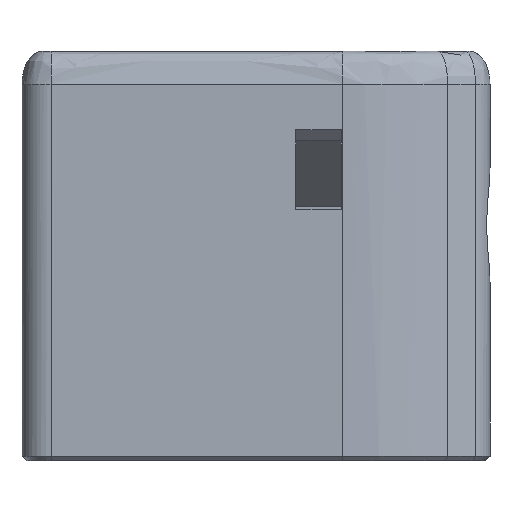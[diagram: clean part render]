
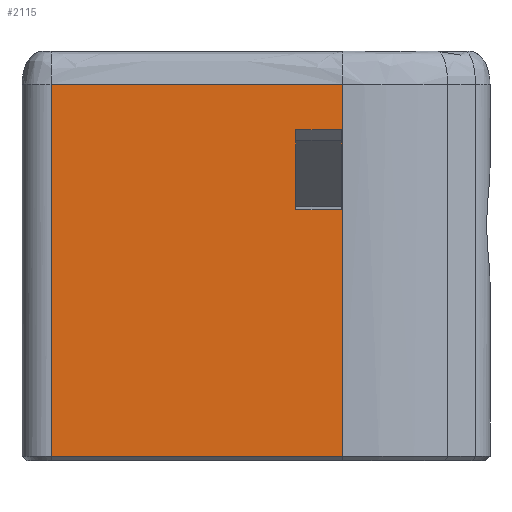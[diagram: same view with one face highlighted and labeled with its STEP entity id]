
A CAD part, left-side view. The second image highlights one B-rep face of the part: STEP entity #2115.
In plain terms, the highlighted planar face has unit normal (-1, 0, 0).
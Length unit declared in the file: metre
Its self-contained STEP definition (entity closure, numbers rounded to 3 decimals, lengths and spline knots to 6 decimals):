
#81=LINE('',#3263,#262);
#82=LINE('',#3271,#263);
#83=LINE('',#3273,#264);
#84=LINE('',#3274,#265);
#85=LINE('',#3277,#266);
#86=LINE('',#3279,#267);
#87=LINE('',#3281,#268);
#262=VECTOR('',#2554,1.);
#263=VECTOR('',#2555,1.);
#264=VECTOR('',#2556,1.);
#265=VECTOR('',#2557,1.);
#266=VECTOR('',#2558,1.);
#267=VECTOR('',#2559,1.);
#268=VECTOR('',#2560,1.);
#412=PLANE('',#2292);
#511=B_SPLINE_CURVE_WITH_KNOTS('',3,(#3266,#3267,#3268,#3269),
 .UNSPECIFIED.,.F.,.F.,(4,4),(0.,1.),.UNSPECIFIED.);
#613=ORIENTED_EDGE('',*,*,#1201,.F.);
#614=ORIENTED_EDGE('',*,*,#1202,.T.);
#615=ORIENTED_EDGE('',*,*,#1203,.T.);
#616=ORIENTED_EDGE('',*,*,#1204,.T.);
#617=ORIENTED_EDGE('',*,*,#1205,.F.);
#618=ORIENTED_EDGE('',*,*,#1206,.T.);
#619=ORIENTED_EDGE('',*,*,#1207,.T.);
#620=ORIENTED_EDGE('',*,*,#1208,.T.);
#1201=EDGE_CURVE('',#1492,#1493,#81,.T.);
#1202=EDGE_CURVE('',#1492,#1494,#511,.T.);
#1203=EDGE_CURVE('',#1494,#1495,#82,.T.);
#1204=EDGE_CURVE('',#1495,#1493,#83,.T.);
#1205=EDGE_CURVE('',#1496,#1497,#84,.T.);
#1206=EDGE_CURVE('',#1496,#1498,#85,.T.);
#1207=EDGE_CURVE('',#1498,#1499,#86,.T.);
#1208=EDGE_CURVE('',#1499,#1497,#87,.T.);
#1492=VERTEX_POINT('',#3264);
#1493=VERTEX_POINT('',#3265);
#1494=VERTEX_POINT('',#3270);
#1495=VERTEX_POINT('',#3272);
#1496=VERTEX_POINT('',#3275);
#1497=VERTEX_POINT('',#3276);
#1498=VERTEX_POINT('',#3278);
#1499=VERTEX_POINT('',#3280);
#1704=EDGE_LOOP('',(#613,#614,#615,#616));
#1705=EDGE_LOOP('',(#617,#618,#619,#620));
#1904=FACE_BOUND('',#1704,.T.);
#1905=FACE_BOUND('',#1705,.T.);
#2115=ADVANCED_FACE('',(#1904,#1905),#412,.T.);
#2292=AXIS2_PLACEMENT_3D('',#3262,#2552,#2553);
#2552=DIRECTION('',(-1.,0.,0.));
#2553=DIRECTION('',(0.,0.,1.));
#2554=DIRECTION('',(0.,0.,-1.));
#2555=DIRECTION('',(0.,0.,-1.));
#2556=DIRECTION('',(0.,-1.,0.));
#2557=DIRECTION('',(0.,0.,1.));
#2558=DIRECTION('',(0.,1.,0.));
#2559=DIRECTION('',(0.,0.,1.));
#2560=DIRECTION('',(0.,-1.,0.));
#3262=CARTESIAN_POINT('',(-0.016,-0.015703,0.0154));
#3263=CARTESIAN_POINT('',(-0.016,-0.026983,0.0154));
#3264=CARTESIAN_POINT('',(-0.016,-0.026983,0.0126));
#3265=CARTESIAN_POINT('',(-0.016,-0.026983,-0.0192));
#3266=CARTESIAN_POINT('',(-0.016,-0.026983,0.0126));
#3267=CARTESIAN_POINT('',(-0.016,-0.018688,0.0126));
#3268=CARTESIAN_POINT('',(-0.016,-0.010394,0.0126));
#3269=CARTESIAN_POINT('',(-0.016,-0.0021,0.0126));
#3270=CARTESIAN_POINT('',(-0.016,-0.0021,0.0126));
#3271=CARTESIAN_POINT('',(-0.016,-0.0021,-0.0196));
#3272=CARTESIAN_POINT('',(-0.016,-0.0021,-0.0192));
#3273=CARTESIAN_POINT('',(-0.016,-0.026983,-0.0192));
#3274=CARTESIAN_POINT('',(-0.016,-0.0269,0.0154));
#3275=CARTESIAN_POINT('',(-0.016,-0.0269,0.001848));
#3276=CARTESIAN_POINT('',(-0.016,-0.0269,0.008683));
#3277=CARTESIAN_POINT('',(-0.016,-0.023,0.001848));
#3278=CARTESIAN_POINT('',(-0.016,-0.023,0.001848));
#3279=CARTESIAN_POINT('',(-0.016,-0.023,0.0154));
#3280=CARTESIAN_POINT('',(-0.016,-0.023,0.008683));
#3281=CARTESIAN_POINT('',(-0.016,-0.0269,0.008683));
